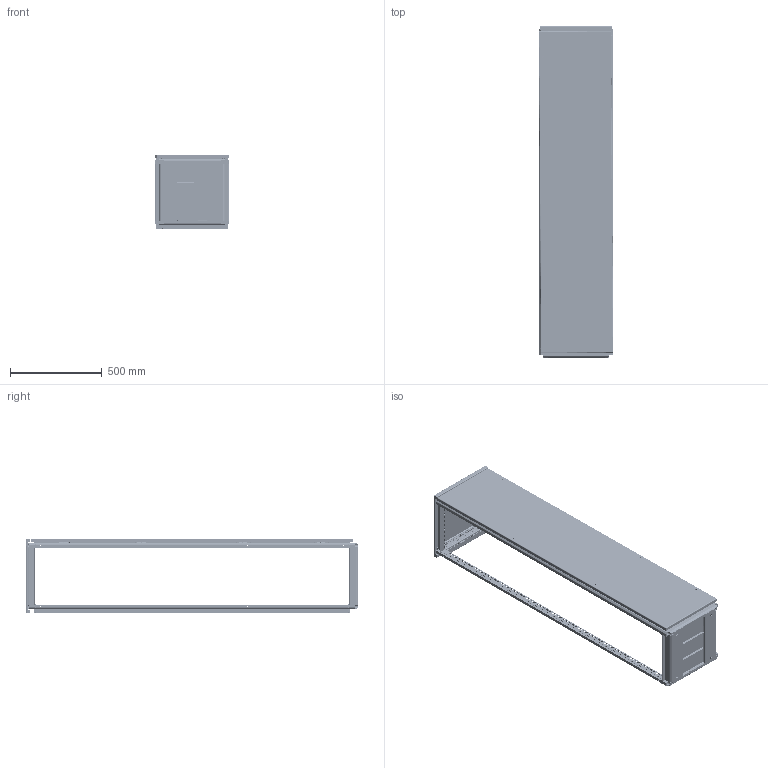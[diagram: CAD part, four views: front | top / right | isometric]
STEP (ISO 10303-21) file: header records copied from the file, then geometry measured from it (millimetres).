
FILE_DESCRIPTION(/* description */ (''),/* implementation_level */ '2;1');
FILE_NAME(/* name */ 'ESQ1804040.stp',/* time_stamp */ '2016-10-06T09:49:04+02:00',/* author */ (''),/* organization */ (''),/* preprocessor_version */ 'ST-DEVELOPER v15',/* originating_system */ 'SIEMENS PLM Software NX 9.0',/* authorisation */ '');
FILE_SCHEMA (('CONFIG_CONTROL_DESIGN'));
Products named in the file (23): H60350_PLACA_BASE_400; ESQUINA_ACERO_TRACEPART Duplicate3; ESQUINA_ACERO_SIMETRICA_TRACEPART Duplicate2; H60320_Perfil_Hor_310; H60310_Perfil_ver_1800; TERMINACION_PERFIL_SOLDADA; Junta_Goma_Pan_Tras; H60108_Full_Pan_Tras_1800x4003732; 92697_TUERCA_REMACHABLE_M6x22_CERRADA; H60858_ZN_SOPORTE PANEL TRASERO ARG+; H60208_Tapa_Superior_400x4005098; 91347_PERNO_M8x15c; Juntilla_panelillo_superior; JUNTA PERFILES VERTICALES 2M_455M02_SIM; 455; H60405_TAPA_PASAC_100x400; H60328_Cuad_400X400; H60380_Cuad_Inf_400X400; H60313_Sold_Perfil_ver_1800; H60108_Full_Pan_Tras_1800x400; CJTO_SOPORTE_PANEL_TRASERO; H60208_Tapa_superior_400x400; ESQ1804040_stp
Assembly tree (59 placements, depth 3):
  ESQ1804040_stp
    H60405_TAPA_PASAC_100x400  x3
    H60208_Tapa_superior_400x400
      Juntilla_panelillo_superior
      91347_PERNO_M8x15c  x2
      H60208_Tapa_Superior_400x4005098
    CJTO_SOPORTE_PANEL_TRASERO  x8
      H60858_ZN_SOPORTE PANEL TRASERO ARG+
      92697_TUERCA_REMACHABLE_M6x22_CERRADA
    H60108_Full_Pan_Tras_1800x400
      H60108_Full_Pan_Tras_1800x4003732
      91347_PERNO_M8x15c  x2
      Junta_Goma_Pan_Tras
    455  x4
    JUNTA PERFILES VERTICALES 2M_455M02_SIM  x4
    H60313_Sold_Perfil_ver_1800  x4
      TERMINACION_PERFIL_SOLDADA
      H60310_Perfil_ver_1800
    H60380_Cuad_Inf_400X400
      H60320_Perfil_Hor_310  x4
      ESQUINA_ACERO_SIMETRICA_TRACEPART Duplicate2  x2
      ESQUINA_ACERO_TRACEPART Duplicate3  x2
      H60350_PLACA_BASE_400  x2
    H60328_Cuad_400X400
      ESQUINA_ACERO_TRACEPART Duplicate3  x2
      ESQUINA_ACERO_SIMETRICA_TRACEPART Duplicate2  x2
      H60320_Perfil_Hor_310  x4
Bounding box: 405.07 x 1805 x 406.33 mm (x, y, z)
Volume: 4429377.7 mm3; surface area: 5499602.5 mm2
Topology: 73 solids, 73 shells, 9228 faces, 25865 edges, 16776 vertices
Faces by surface type: plane 6301, cylinder 2178, bspline 537, cone 124, sphere 88
Full cylindrical faces by diameter (mm): 4.65 x1060, 5 x16, 5.3 x8, 6.5 x16, 7 x4, 8 x20, 8.5 x4, 10 x8, 10.25 x16, 12.5 x8, 13.5 x8, 17.5 x4, 18.5 x8
Entity records: 75060 total; most frequent: CARTESIAN_POINT 18318, ORIENTED_EDGE 11524, DIRECTION 9540, EDGE_CURVE 5762, LINE 3896, VECTOR 3896, VERTEX_POINT 3741, EDGE_LOOP 3155
